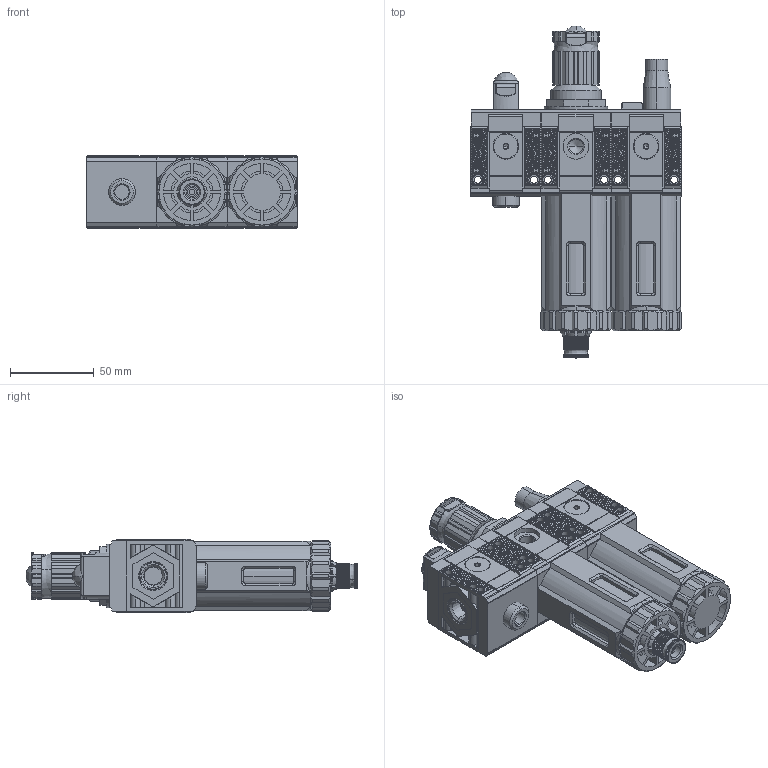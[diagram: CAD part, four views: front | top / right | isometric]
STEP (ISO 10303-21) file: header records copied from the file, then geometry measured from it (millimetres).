
FILE_DESCRIPTION (( 'STEP AP203' ), '1' );
FILE_NAME ('5U12V10B24L102.step', '2023-05-17T15:00:36', ( '' ), ( '' ), 'SwSTEP 2.0', 'SolidWorks 2021', '' );
FILE_SCHEMA (( 'CONFIG_CONTROL_DESIGN' ));
Length unit declared in the file: inch
Products named in the file (1): 5U12V10B24L102
Bounding box: 125.8 x 198 x 43.6 mm (x, y, z)
Volume: 388817.5 mm3; surface area: 172567.4 mm2
Topology: 40 solids, 40 shells, 4635 faces, 12280 edges, 7819 vertices
Faces by surface type: plane 3330, cylinder 890, cone 289, bspline 126
Entity records: 147426 total; most frequent: CARTESIAN_POINT 34734, ORIENTED_EDGE 24516, DIRECTION 22182, EDGE_CURVE 12258, LINE 8734, VECTOR 8734, VERTEX_POINT 7819, AXIS2_PLACEMENT_3D 6724
